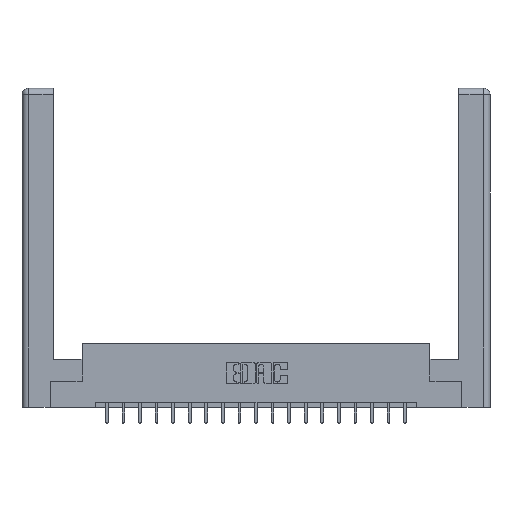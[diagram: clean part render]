
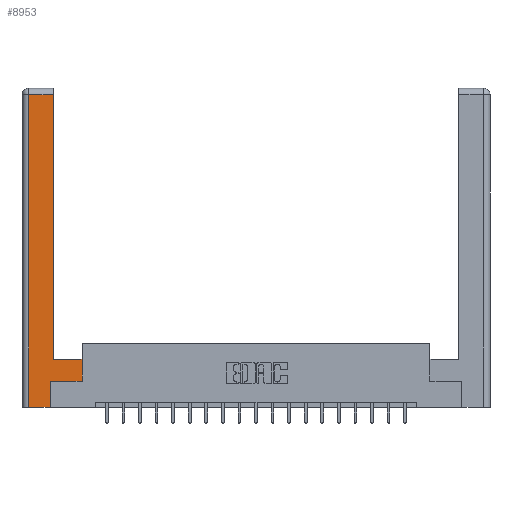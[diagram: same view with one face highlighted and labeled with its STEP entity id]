
A CAD part, top view. The second image highlights one B-rep face of the part: STEP entity #8953.
In plain terms, the highlighted planar face has unit normal (0, 0, 1).
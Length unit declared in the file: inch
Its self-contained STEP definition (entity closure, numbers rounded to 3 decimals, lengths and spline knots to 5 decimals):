
#904 = EDGE_CURVE ( 'NONE', #16220, #13070, #17768, .T. ) ;
#1733 = CARTESIAN_POINT ( 'NONE',  ( 0., 0., 0. ) ) ;
#1929 = PLANE ( 'NONE',  #8791 ) ;
#2659 = LINE ( 'NONE', #5850, #17439 ) ;
#2974 = LINE ( 'NONE', #5301, #9569 ) ;
#3566 = DIRECTION ( 'NONE',  ( 0., 0., -1. ) ) ;
#3802 = DIRECTION ( 'NONE',  ( 0., 1., 0. ) ) ;
#3895 = CARTESIAN_POINT ( 'NONE',  ( 0.265, 0., 0. ) ) ;
#3902 = CARTESIAN_POINT ( 'NONE',  ( 0.565, 0.45, 0. ) ) ;
#4033 = LINE ( 'NONE', #9945, #5475 ) ;
#5301 = CARTESIAN_POINT ( 'NONE',  ( 0.295, 3., 0. ) ) ;
#5345 = CARTESIAN_POINT ( 'NONE',  ( 0.565, 0.45, 0. ) ) ;
#5451 = DIRECTION ( 'NONE',  ( 1., 0., 0. ) ) ;
#5475 = VECTOR ( 'NONE', #8542, 39.37008 ) ;
#5543 = EDGE_LOOP ( 'NONE', ( #13493, #8655, #7182, #20078, #20152, #8662, #18299, #15679 ) ) ;
#5828 = EDGE_CURVE ( 'NONE', #12557, #14538, #7457, .T. ) ;
#5850 = CARTESIAN_POINT ( 'NONE',  ( 0.265, 0.245, 0. ) ) ;
#6302 = DIRECTION ( 'NONE',  ( 1., 0., 0. ) ) ;
#6375 = EDGE_CURVE ( 'NONE', #6809, #16220, #4033, .T. ) ;
#6809 = VERTEX_POINT ( 'NONE', #10651 ) ;
#6859 = VERTEX_POINT ( 'NONE', #18805 ) ;
#7124 = LINE ( 'NONE', #5345, #16309 ) ;
#7182 = ORIENTED_EDGE ( 'NONE', *, *, #904, .T. ) ;
#7386 = CARTESIAN_POINT ( 'NONE',  ( 0.565, 0.245, 0. ) ) ;
#7457 = LINE ( 'NONE', #18170, #13886 ) ;
#7619 = VERTEX_POINT ( 'NONE', #7386 ) ;
#7872 = VECTOR ( 'NONE', #6302, 39.37008 ) ;
#8303 = FACE_OUTER_BOUND ( 'NONE', #5543, .T. ) ;
#8542 = DIRECTION ( 'NONE',  ( -1., 0., 0. ) ) ;
#8655 = ORIENTED_EDGE ( 'NONE', *, *, #6375, .T. ) ;
#8662 = ORIENTED_EDGE ( 'NONE', *, *, #15499, .T. ) ;
#8791 = AXIS2_PLACEMENT_3D ( 'NONE', #1733, #3566, #14597 ) ;
#8953 = ADVANCED_FACE ( 'NONE', ( #8303 ), #1929, .F. ) ;
#9304 = VECTOR ( 'NONE', #18469, 39.37008 ) ;
#9569 = VECTOR ( 'NONE', #12985, 39.37008 ) ;
#9582 = EDGE_CURVE ( 'NONE', #13964, #6859, #2659, .T. ) ;
#9622 = LINE ( 'NONE', #3895, #12373 ) ;
#9945 = CARTESIAN_POINT ( 'NONE',  ( 0.0615, 2.94, 0. ) ) ;
#10651 = CARTESIAN_POINT ( 'NONE',  ( 0.295, 2.94, 0. ) ) ;
#10990 = CARTESIAN_POINT ( 'NONE',  ( 0.0615, 2.94, 0. ) ) ;
#12101 = CARTESIAN_POINT ( 'NONE',  ( 0.0615, 0., 0. ) ) ;
#12373 = VECTOR ( 'NONE', #5451, 39.37008 ) ;
#12557 = VERTEX_POINT ( 'NONE', #3902 ) ;
#12985 = DIRECTION ( 'NONE',  ( 0., 1., 0. ) ) ;
#13070 = VERTEX_POINT ( 'NONE', #19814 ) ;
#13205 = DIRECTION ( 'NONE',  ( -1., 0., 0. ) ) ;
#13470 = DIRECTION ( 'NONE',  ( 0., 1., 0. ) ) ;
#13493 = ORIENTED_EDGE ( 'NONE', *, *, #16711, .T. ) ;
#13886 = VECTOR ( 'NONE', #13205, 39.37008 ) ;
#13964 = VERTEX_POINT ( 'NONE', #17537 ) ;
#14117 = CARTESIAN_POINT ( 'NONE',  ( 0.565, 0.245, 0. ) ) ;
#14538 = VERTEX_POINT ( 'NONE', #19351 ) ;
#14597 = DIRECTION ( 'NONE',  ( -1., 0., 0. ) ) ;
#14754 = EDGE_CURVE ( 'NONE', #13070, #13964, #9622, .T. ) ;
#15499 = EDGE_CURVE ( 'NONE', #6859, #7619, #16326, .T. ) ;
#15679 = ORIENTED_EDGE ( 'NONE', *, *, #5828, .T. ) ;
#16034 = EDGE_CURVE ( 'NONE', #7619, #12557, #7124, .T. ) ;
#16220 = VERTEX_POINT ( 'NONE', #10990 ) ;
#16309 = VECTOR ( 'NONE', #3802, 39.37008 ) ;
#16326 = LINE ( 'NONE', #14117, #7872 ) ;
#16711 = EDGE_CURVE ( 'NONE', #14538, #6809, #2974, .T. ) ;
#17439 = VECTOR ( 'NONE', #13470, 39.37008 ) ;
#17537 = CARTESIAN_POINT ( 'NONE',  ( 0.265, 0., 0. ) ) ;
#17768 = LINE ( 'NONE', #12101, #9304 ) ;
#18170 = CARTESIAN_POINT ( 'NONE',  ( 0.295, 0.45, 0. ) ) ;
#18299 = ORIENTED_EDGE ( 'NONE', *, *, #16034, .T. ) ;
#18469 = DIRECTION ( 'NONE',  ( 0., -1., 0. ) ) ;
#18805 = CARTESIAN_POINT ( 'NONE',  ( 0.265, 0.245, 0. ) ) ;
#19351 = CARTESIAN_POINT ( 'NONE',  ( 0.295, 0.45, 0. ) ) ;
#19814 = CARTESIAN_POINT ( 'NONE',  ( 0.0615, 0., 0. ) ) ;
#20078 = ORIENTED_EDGE ( 'NONE', *, *, #14754, .T. ) ;
#20152 = ORIENTED_EDGE ( 'NONE', *, *, #9582, .T. ) ;
